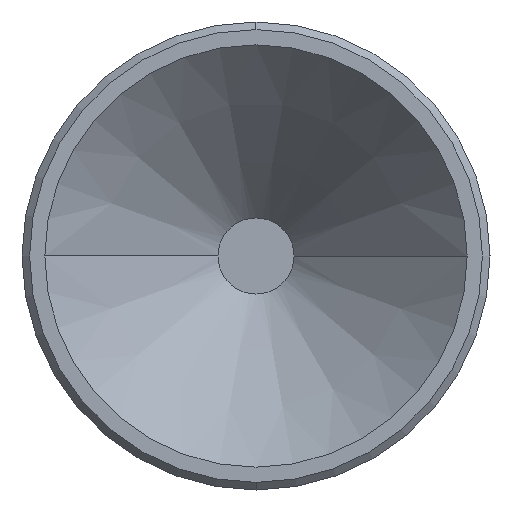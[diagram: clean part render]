
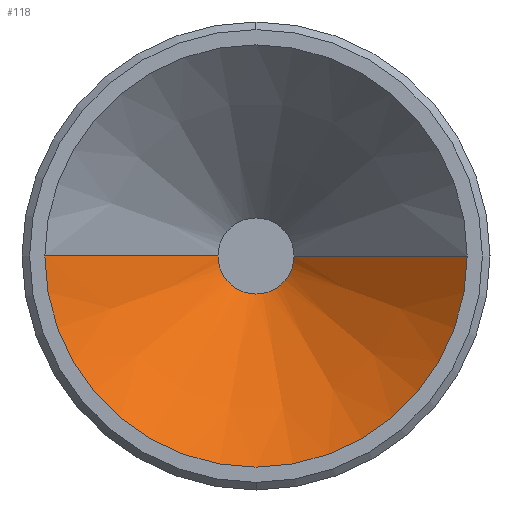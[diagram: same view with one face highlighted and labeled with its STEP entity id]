
A CAD part, left-side view. The second image highlights one B-rep face of the part: STEP entity #118.
In plain terms, the highlighted conical face has half-angle 45 degrees and reference radius 0.127 mm.
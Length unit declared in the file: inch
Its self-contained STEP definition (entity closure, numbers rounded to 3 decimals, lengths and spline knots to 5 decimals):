
#4 = VECTOR ( 'NONE', #1012, 39.37008 ) ;
#107 = EDGE_CURVE ( 'NONE', #792, #603, #663, .T. ) ;
#118 = ADVANCED_FACE ( 'NONE', ( #214 ), #889, .F. ) ;
#214 = FACE_OUTER_BOUND ( 'NONE', #317, .T. ) ;
#241 = DIRECTION ( 'NONE',  ( -1., 0., 0. ) ) ;
#252 = ORIENTED_EDGE ( 'NONE', *, *, #107, .T. ) ;
#309 = DIRECTION ( 'NONE',  ( 1., 0., 0. ) ) ;
#317 = EDGE_LOOP ( 'NONE', ( #252, #579, #413, #571 ) ) ;
#326 = LINE ( 'NONE', #682, #4 ) ;
#338 = VERTEX_POINT ( 'NONE', #871 ) ;
#413 = ORIENTED_EDGE ( 'NONE', *, *, #673, .F. ) ;
#422 = LINE ( 'NONE', #614, #827 ) ;
#466 = EDGE_CURVE ( 'NONE', #792, #561, #422, .T. ) ;
#491 = DIRECTION ( 'NONE',  ( 0., -1., 0. ) ) ;
#561 = VERTEX_POINT ( 'NONE', #629 ) ;
#564 = CARTESIAN_POINT ( 'NONE',  ( -0.28725, 0., 0. ) ) ;
#571 = ORIENTED_EDGE ( 'NONE', *, *, #466, .F. ) ;
#579 = ORIENTED_EDGE ( 'NONE', *, *, #969, .T. ) ;
#603 = VERTEX_POINT ( 'NONE', #957 ) ;
#614 = CARTESIAN_POINT ( 'NONE',  ( -0.28725, -0.005, 0. ) ) ;
#629 = CARTESIAN_POINT ( 'NONE',  ( -0.31, -0.02775, 0. ) ) ;
#661 = CARTESIAN_POINT ( 'NONE',  ( -0.31, 0., 0. ) ) ;
#663 = CIRCLE ( 'NONE', #940, 0.005 ) ;
#666 = DIRECTION ( 'NONE',  ( 0., 1., 0. ) ) ;
#673 = EDGE_CURVE ( 'NONE', #561, #338, #690, .T. ) ;
#682 = CARTESIAN_POINT ( 'NONE',  ( -0.28725, 0.005, 0. ) ) ;
#684 = CARTESIAN_POINT ( 'NONE',  ( -0.28725, -0.005, 0. ) ) ;
#690 = CIRCLE ( 'NONE', #973, 0.02775 ) ;
#788 = DIRECTION ( 'NONE',  ( -0.707, -0.707, 0. ) ) ;
#792 = VERTEX_POINT ( 'NONE', #684 ) ;
#827 = VECTOR ( 'NONE', #788, 39.37008 ) ;
#871 = CARTESIAN_POINT ( 'NONE',  ( -0.31, 0.02775, 0. ) ) ;
#889 = CONICAL_SURFACE ( 'NONE', #958, 0.005, 0.785 ) ;
#902 = DIRECTION ( 'NONE',  ( 1., 0., 0. ) ) ;
#940 = AXIS2_PLACEMENT_3D ( 'NONE', #981, #902, #1051 ) ;
#957 = CARTESIAN_POINT ( 'NONE',  ( -0.28725, 0.005, 0. ) ) ;
#958 = AXIS2_PLACEMENT_3D ( 'NONE', #564, #241, #491 ) ;
#969 = EDGE_CURVE ( 'NONE', #603, #338, #326, .T. ) ;
#973 = AXIS2_PLACEMENT_3D ( 'NONE', #661, #309, #666 ) ;
#981 = CARTESIAN_POINT ( 'NONE',  ( -0.28725, 0., 0. ) ) ;
#1012 = DIRECTION ( 'NONE',  ( -0.707, 0.707, 0. ) ) ;
#1051 = DIRECTION ( 'NONE',  ( 0., 1., 0. ) ) ;
